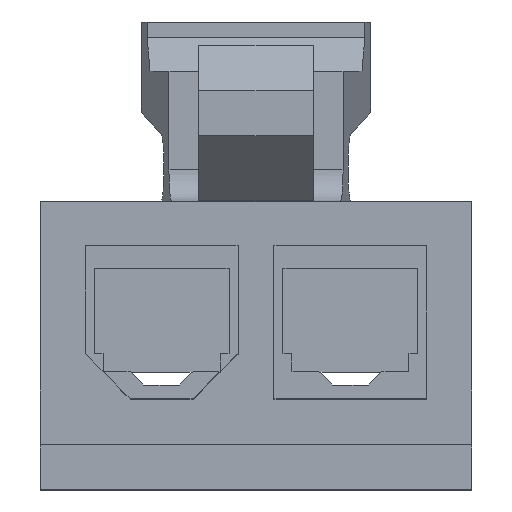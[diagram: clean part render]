
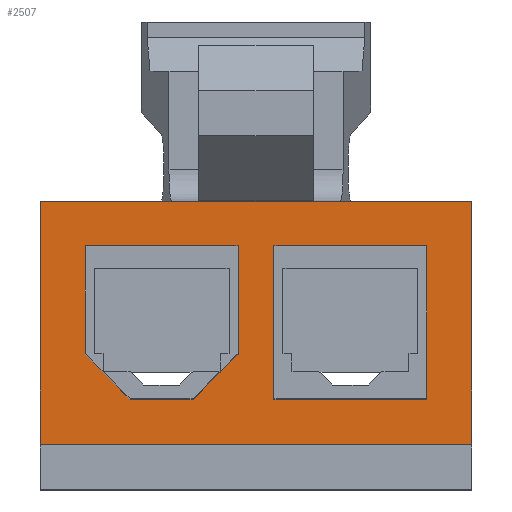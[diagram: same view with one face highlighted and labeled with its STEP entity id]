
A CAD part, top view. The second image highlights one B-rep face of the part: STEP entity #2507.
In plain terms, the highlighted planar face has unit normal (0, 0, 1).
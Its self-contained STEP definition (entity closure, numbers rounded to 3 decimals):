
#230=ORIENTED_EDGE('',*,*,#950,.T.);
#231=ORIENTED_EDGE('',*,*,#951,.T.);
#232=ORIENTED_EDGE('',*,*,#952,.T.);
#233=ORIENTED_EDGE('',*,*,#953,.T.);
#234=ORIENTED_EDGE('',*,*,#954,.T.);
#235=ORIENTED_EDGE('',*,*,#955,.T.);
#236=ORIENTED_EDGE('',*,*,#956,.T.);
#237=ORIENTED_EDGE('',*,*,#957,.T.);
#238=ORIENTED_EDGE('',*,*,#958,.T.);
#239=ORIENTED_EDGE('',*,*,#959,.T.);
#240=ORIENTED_EDGE('',*,*,#960,.F.);
#241=ORIENTED_EDGE('',*,*,#949,.F.);
#242=ORIENTED_EDGE('',*,*,#961,.T.);
#243=ORIENTED_EDGE('',*,*,#962,.T.);
#949=EDGE_CURVE('',#1292,#1290,#1542,.T.);
#950=EDGE_CURVE('',#1293,#1294,#1543,.T.);
#951=EDGE_CURVE('',#1294,#1295,#1544,.T.);
#952=EDGE_CURVE('',#1295,#1296,#1545,.T.);
#953=EDGE_CURVE('',#1296,#1293,#1546,.T.);
#954=EDGE_CURVE('',#1297,#1298,#1547,.T.);
#955=EDGE_CURVE('',#1298,#1299,#1548,.F.);
#956=EDGE_CURVE('',#1299,#1300,#1549,.T.);
#957=EDGE_CURVE('',#1300,#1301,#1550,.F.);
#958=EDGE_CURVE('',#1301,#1302,#1551,.T.);
#959=EDGE_CURVE('',#1302,#1297,#1552,.T.);
#960=EDGE_CURVE('',#1290,#1303,#1553,.T.);
#961=EDGE_CURVE('',#1292,#1304,#1554,.T.);
#962=EDGE_CURVE('',#1304,#1303,#1555,.T.);
#1290=VERTEX_POINT('',#3785);
#1292=VERTEX_POINT('',#3789);
#1293=VERTEX_POINT('',#3793);
#1294=VERTEX_POINT('',#3794);
#1295=VERTEX_POINT('',#3796);
#1296=VERTEX_POINT('',#3798);
#1297=VERTEX_POINT('',#3801);
#1298=VERTEX_POINT('',#3802);
#1299=VERTEX_POINT('',#3804);
#1300=VERTEX_POINT('',#3806);
#1301=VERTEX_POINT('',#3808);
#1302=VERTEX_POINT('',#3810);
#1303=VERTEX_POINT('',#3813);
#1304=VERTEX_POINT('',#3815);
#1542=LINE('',#3790,#1897);
#1543=LINE('',#3792,#1898);
#1544=LINE('',#3795,#1899);
#1545=LINE('',#3797,#1900);
#1546=LINE('',#3799,#1901);
#1547=LINE('',#3800,#1902);
#1548=LINE('',#3803,#1903);
#1549=LINE('',#3805,#1904);
#1550=LINE('',#3807,#1905);
#1551=LINE('',#3809,#1906);
#1552=LINE('',#3811,#1907);
#1553=LINE('',#3812,#1908);
#1554=LINE('',#3814,#1909);
#1555=LINE('',#3816,#1910);
#1897=VECTOR('',#3020,1000.);
#1898=VECTOR('',#3023,1000.);
#1899=VECTOR('',#3024,1000.);
#1900=VECTOR('',#3025,1000.);
#1901=VECTOR('',#3026,1000.);
#1902=VECTOR('',#3027,1000.);
#1903=VECTOR('',#3028,1000.);
#1904=VECTOR('',#3029,1000.);
#1905=VECTOR('',#3030,1000.);
#1906=VECTOR('',#3031,1000.);
#1907=VECTOR('',#3032,1000.);
#1908=VECTOR('',#3033,1000.);
#1909=VECTOR('',#3034,1000.);
#1910=VECTOR('',#3035,1000.);
#2104=EDGE_LOOP('',(#230,#231,#232,#233));
#2105=EDGE_LOOP('',(#234,#235,#236,#237,#238,#239));
#2106=EDGE_LOOP('',(#240,#241,#242,#243));
#2243=FACE_BOUND('',#2104,.T.);
#2244=FACE_BOUND('',#2105,.T.);
#2245=FACE_BOUND('',#2106,.T.);
#2377=PLANE('',#2658);
#2507=ADVANCED_FACE('',(#2243,#2244,#2245),#2377,.T.);
#2658=AXIS2_PLACEMENT_3D('',#3791,#3021,#3022);
#3020=DIRECTION('',(-1.,0.,0.));
#3021=DIRECTION('',(0.,0.,1.));
#3022=DIRECTION('',(1.,0.,0.));
#3023=DIRECTION('',(0.,1.,0.));
#3024=DIRECTION('',(1.,0.,0.));
#3025=DIRECTION('',(0.,-1.,0.));
#3026=DIRECTION('',(-1.,0.,0.));
#3027=DIRECTION('',(0.,-1.,0.));
#3028=DIRECTION('',(0.707,0.707,0.));
#3029=DIRECTION('',(-1.,0.,0.));
#3030=DIRECTION('',(0.707,-0.707,0.));
#3031=DIRECTION('',(0.,1.,0.));
#3032=DIRECTION('',(1.,0.,0.));
#3033=DIRECTION('',(0.,1.,0.));
#3034=DIRECTION('',(0.,1.,0.));
#3035=DIRECTION('',(-1.,0.,0.));
#3785=CARTESIAN_POINT('',(-4.8,-2.7,5.35));
#3789=CARTESIAN_POINT('',(4.8,-2.7,5.35));
#3790=CARTESIAN_POINT('',(4.8,-2.7,5.35));
#3791=CARTESIAN_POINT('',(4.8,-2.7,5.35));
#3792=CARTESIAN_POINT('',(0.4,-1.7,5.35));
#3793=CARTESIAN_POINT('',(0.4,-1.7,5.35));
#3794=CARTESIAN_POINT('',(0.4,1.7,5.35));
#3795=CARTESIAN_POINT('',(0.4,1.7,5.35));
#3796=CARTESIAN_POINT('',(3.8,1.7,5.35));
#3797=CARTESIAN_POINT('',(3.8,1.7,5.35));
#3798=CARTESIAN_POINT('',(3.8,-1.7,5.35));
#3799=CARTESIAN_POINT('',(3.8,-1.7,5.35));
#3800=CARTESIAN_POINT('',(-0.4,1.7,5.35));
#3801=CARTESIAN_POINT('',(-0.4,1.7,5.35));
#3802=CARTESIAN_POINT('',(-0.4,-0.7,5.35));
#3803=CARTESIAN_POINT('',(-0.4,-0.7,5.35));
#3804=CARTESIAN_POINT('',(-1.4,-1.7,5.35));
#3805=CARTESIAN_POINT('',(-0.4,-1.7,5.35));
#3806=CARTESIAN_POINT('',(-2.8,-1.7,5.35));
#3807=CARTESIAN_POINT('',(-2.8,-1.7,5.35));
#3808=CARTESIAN_POINT('',(-3.8,-0.7,5.35));
#3809=CARTESIAN_POINT('',(-3.8,-1.7,5.35));
#3810=CARTESIAN_POINT('',(-3.8,1.7,5.35));
#3811=CARTESIAN_POINT('',(-3.8,1.7,5.35));
#3812=CARTESIAN_POINT('',(-4.8,-2.7,5.35));
#3813=CARTESIAN_POINT('',(-4.8,2.7,5.35));
#3814=CARTESIAN_POINT('',(4.8,-2.7,5.35));
#3815=CARTESIAN_POINT('',(4.8,2.7,5.35));
#3816=CARTESIAN_POINT('',(4.8,2.7,5.35));
